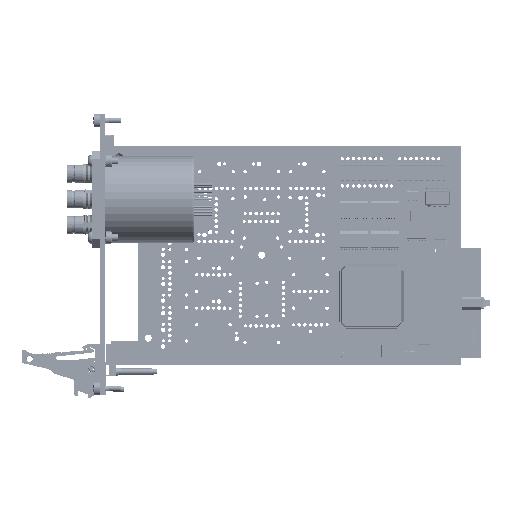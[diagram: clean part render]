
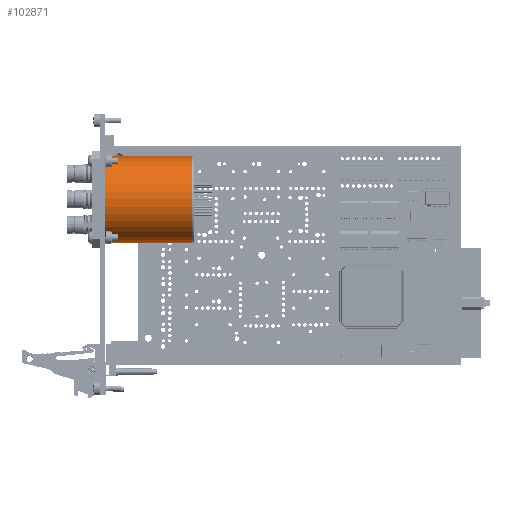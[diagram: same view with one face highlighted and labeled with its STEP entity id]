
A CAD part, top view. The second image highlights one B-rep face of the part: STEP entity #102871.
In plain terms, the highlighted cylindrical face has radius 19.8 mm (diameter 39.6 mm), a full revolution.
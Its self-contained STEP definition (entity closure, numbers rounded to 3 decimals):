
#44611 = AXIS2_PLACEMENT_3D ( 'NONE', #194243, #194205, #194265 ) ;
#95704 = EDGE_LOOP ( 'NONE', ( #148542 ) ) ;
#95751 = EDGE_LOOP ( 'NONE', ( #148543 ) ) ;
#102871 = ADVANCED_FACE ( 'NONE', ( #200405, #200402 ), #200441, .T. ) ;
#119592 = EDGE_CURVE ( 'NONE', #158942, #158942, #169099, .T. ) ;
#119596 = EDGE_CURVE ( 'NONE', #158944, #158944, #169100, .T. ) ;
#148542 = ORIENTED_EDGE ( 'NONE', *, *, #119596, .T. ) ;
#148543 = ORIENTED_EDGE ( 'NONE', *, *, #119592, .F. ) ;
#158942 = VERTEX_POINT ( 'NONE', #159955 ) ;
#158944 = VERTEX_POINT ( 'NONE', #159957 ) ;
#159955 = CARTESIAN_POINT ( 'NONE',  ( -92.754, 21.835, 12.465 ) ) ;
#159957 = CARTESIAN_POINT ( 'NONE',  ( -50.454, 21.835, 12.465 ) ) ;
#161537 = AXIS2_PLACEMENT_3D ( 'NONE', #176458, #176460, #176463 ) ;
#161538 = AXIS2_PLACEMENT_3D ( 'NONE', #176472, #176474, #176478 ) ;
#169099 = CIRCLE ( 'NONE', #161537, 19.8 ) ;
#169100 = CIRCLE ( 'NONE', #161538, 19.8 ) ;
#176458 = CARTESIAN_POINT ( 'NONE',  ( -92.754, 21.835, 32.265 ) ) ;
#176460 = DIRECTION ( 'NONE',  ( -1., 0., 0. ) ) ;
#176463 = DIRECTION ( 'NONE',  ( 0., 0., -1. ) ) ;
#176472 = CARTESIAN_POINT ( 'NONE',  ( -50.454, 21.835, 32.265 ) ) ;
#176474 = DIRECTION ( 'NONE',  ( -1., 0., 0. ) ) ;
#176478 = DIRECTION ( 'NONE',  ( 0., 0., -1. ) ) ;
#194205 = DIRECTION ( 'NONE',  ( 1., 0., 0. ) ) ;
#194243 = CARTESIAN_POINT ( 'NONE',  ( -92.754, 21.835, 32.265 ) ) ;
#194265 = DIRECTION ( 'NONE',  ( 0., 0., 1. ) ) ;
#200402 = FACE_OUTER_BOUND ( 'NONE', #95751, .T. ) ;
#200405 = FACE_OUTER_BOUND ( 'NONE', #95704, .T. ) ;
#200441 = CYLINDRICAL_SURFACE ( 'NONE', #44611, 19.8 ) ;
